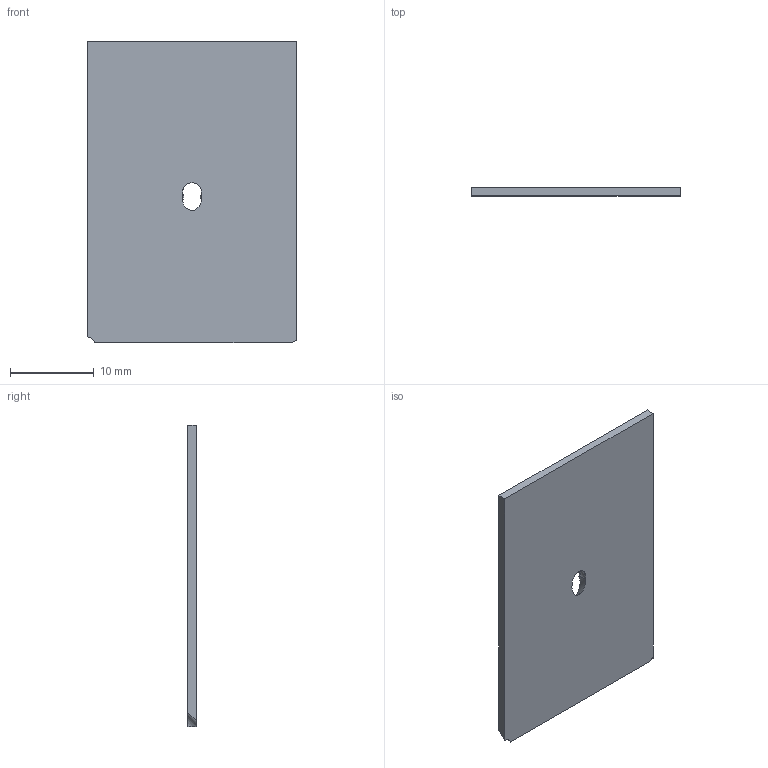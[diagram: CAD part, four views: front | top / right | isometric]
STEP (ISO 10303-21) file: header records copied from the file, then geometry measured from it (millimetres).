
FILE_DESCRIPTION(/* description */ (''),/* implementation_level */ '2;1');
FILE_NAME(/* name */ '00_Chroma_Dichroic_25x,3x1.ipt.step',/* time_stamp */ '2022-11-29T07:37:48+01:00',/* author */ ('diederichbenedict'),/* organization */ (''),/* preprocessor_version */ 'ST-DEVELOPER v18.1',/* originating_system */ 'Autodesk Inventor 2022',/* authorisation */ '');
FILE_SCHEMA (('AUTOMOTIVE_DESIGN { 1 0 10303 214 3 1 1 }'));
Length unit declared in the file: millimetre
Products named in the file (1): 00_Comar_Dichroic_16x25x0.2
Bounding box: 25 x 1 x 36 mm (x, y, z)
Volume: 890 mm3; surface area: 1914.2 mm2
Topology: 1 solids, 1 shells, 14 faces, 35 edges, 23 vertices
Faces by surface type: cylinder 8, plane 6
Entity records: 512 total; most frequent: CARTESIAN_POINT 124, DIRECTION 76, ORIENTED_EDGE 70, EDGE_CURVE 35, AXIS2_PLACEMENT_3D 32, VERTEX_POINT 23, EDGE_LOOP 16, FACE_OUTER_BOUND 14
